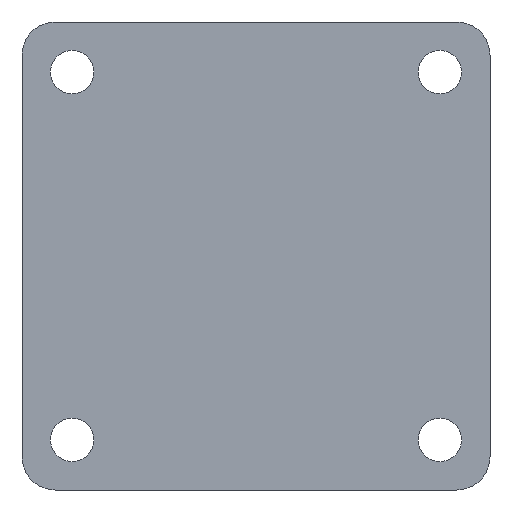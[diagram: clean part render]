
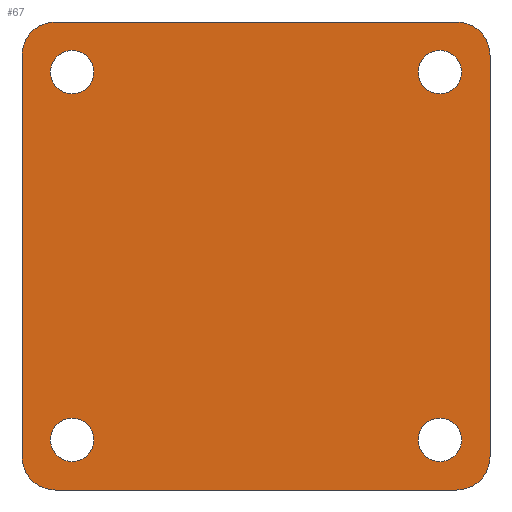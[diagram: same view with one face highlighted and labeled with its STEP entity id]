
A CAD part, front view. The second image highlights one B-rep face of the part: STEP entity #67.
In plain terms, the highlighted planar face has unit normal (0, -1, 0).
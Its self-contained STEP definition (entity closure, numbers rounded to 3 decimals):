
#11 = ORIENTED_EDGE ( 'NONE', *, *, #1635, .F. ) ;
#20 = EDGE_CURVE ( 'NONE', #278, #1074, #176, .T. ) ;
#23 = ORIENTED_EDGE ( 'NONE', *, *, #1475, .T. ) ;
#30 = CARTESIAN_POINT ( 'NONE',  ( 55., 0., -48.5 ) ) ;
#39 = CARTESIAN_POINT ( 'NONE',  ( -70., 0., -70. ) ) ;
#62 = CARTESIAN_POINT ( 'NONE',  ( 55., 0., -61.5 ) ) ;
#66 = DIRECTION ( 'NONE',  ( 0., 0., 1. ) ) ;
#67 = ADVANCED_FACE ( 'NONE', ( #201, #1538, #589, #1401, #1647 ), #743, .T. ) ;
#81 = LINE ( 'NONE', #227, #1686 ) ;
#86 = ORIENTED_EDGE ( 'NONE', *, *, #1082, .T. ) ;
#113 = CARTESIAN_POINT ( 'NONE',  ( -55., 0., -48.5 ) ) ;
#154 = CARTESIAN_POINT ( 'NONE',  ( -60., 0., -70. ) ) ;
#156 = VERTEX_POINT ( 'NONE', #154 ) ;
#169 = DIRECTION ( 'NONE',  ( 0., 0., -1. ) ) ;
#176 = CIRCLE ( 'NONE', #408, 6.5 ) ;
#183 = ORIENTED_EDGE ( 'NONE', *, *, #1406, .F. ) ;
#188 = CARTESIAN_POINT ( 'NONE',  ( -70., 0., -60. ) ) ;
#201 = FACE_BOUND ( 'NONE', #690, .T. ) ;
#227 = CARTESIAN_POINT ( 'NONE',  ( -70., 0., 70. ) ) ;
#232 = ORIENTED_EDGE ( 'NONE', *, *, #1484, .F. ) ;
#233 = DIRECTION ( 'NONE',  ( 0., 0., 1. ) ) ;
#249 = VECTOR ( 'NONE', #856, 1000. ) ;
#278 = VERTEX_POINT ( 'NONE', #30 ) ;
#281 = CARTESIAN_POINT ( 'NONE',  ( 55., 0., 61.5 ) ) ;
#288 = VERTEX_POINT ( 'NONE', #1512 ) ;
#293 = CARTESIAN_POINT ( 'NONE',  ( 60., 0., -60. ) ) ;
#297 = ORIENTED_EDGE ( 'NONE', *, *, #20, .T. ) ;
#307 = EDGE_CURVE ( 'NONE', #1107, #156, #447, .T. ) ;
#335 = EDGE_CURVE ( 'NONE', #1074, #278, #700, .T. ) ;
#338 = ORIENTED_EDGE ( 'NONE', *, *, #838, .T. ) ;
#339 = CARTESIAN_POINT ( 'NONE',  ( -55., 0., 55. ) ) ;
#345 = CARTESIAN_POINT ( 'NONE',  ( 70., 0., 60. ) ) ;
#358 = DIRECTION ( 'NONE',  ( 0., -1., 0. ) ) ;
#379 = DIRECTION ( 'NONE',  ( 0., 0., -1. ) ) ;
#393 = VERTEX_POINT ( 'NONE', #188 ) ;
#403 = DIRECTION ( 'NONE',  ( 0., 0., 1. ) ) ;
#404 = VERTEX_POINT ( 'NONE', #749 ) ;
#408 = AXIS2_PLACEMENT_3D ( 'NONE', #733, #1675, #1689 ) ;
#425 = CIRCLE ( 'NONE', #766, 6.5 ) ;
#427 = ORIENTED_EDGE ( 'NONE', *, *, #1104, .T. ) ;
#429 = AXIS2_PLACEMENT_3D ( 'NONE', #632, #1028, #1172 ) ;
#447 = LINE ( 'NONE', #39, #249 ) ;
#450 = AXIS2_PLACEMENT_3D ( 'NONE', #1178, #1054, #1591 ) ;
#454 = AXIS2_PLACEMENT_3D ( 'NONE', #529, #1062, #939 ) ;
#455 = DIRECTION ( 'NONE',  ( 0., -1., 0. ) ) ;
#477 = VERTEX_POINT ( 'NONE', #1348 ) ;
#491 = ORIENTED_EDGE ( 'NONE', *, *, #1162, .T. ) ;
#492 = AXIS2_PLACEMENT_3D ( 'NONE', #1549, #716, #1422 ) ;
#508 = DIRECTION ( 'NONE',  ( 0., 1., 0. ) ) ;
#521 = DIRECTION ( 'NONE',  ( 1., 0., 0. ) ) ;
#523 = VERTEX_POINT ( 'NONE', #1604 ) ;
#524 = CARTESIAN_POINT ( 'NONE',  ( -55., 0., -55. ) ) ;
#529 = CARTESIAN_POINT ( 'NONE',  ( -60., 0., 60. ) ) ;
#532 = EDGE_LOOP ( 'NONE', ( #297, #1185 ) ) ;
#539 = VERTEX_POINT ( 'NONE', #281 ) ;
#573 = DIRECTION ( 'NONE',  ( 0., 1., 0. ) ) ;
#589 = FACE_BOUND ( 'NONE', #1650, .T. ) ;
#599 = EDGE_CURVE ( 'NONE', #1107, #1043, #1352, .T. ) ;
#612 = AXIS2_PLACEMENT_3D ( 'NONE', #1548, #573, #66 ) ;
#623 = VECTOR ( 'NONE', #521, 1000. ) ;
#624 = EDGE_CURVE ( 'NONE', #1143, #1541, #821, .T. ) ;
#632 = CARTESIAN_POINT ( 'NONE',  ( 60., 0., 60. ) ) ;
#643 = DIRECTION ( 'NONE',  ( 0., 1., 0. ) ) ;
#649 = CIRCLE ( 'NONE', #928, 10. ) ;
#650 = CARTESIAN_POINT ( 'NONE',  ( -70., 0., 60. ) ) ;
#690 = EDGE_LOOP ( 'NONE', ( #86, #1249 ) ) ;
#693 = ORIENTED_EDGE ( 'NONE', *, *, #1558, .T. ) ;
#700 = CIRCLE ( 'NONE', #612, 6.5 ) ;
#716 = DIRECTION ( 'NONE',  ( 0., -1., 0. ) ) ;
#733 = CARTESIAN_POINT ( 'NONE',  ( 55., 0., -55. ) ) ;
#743 = PLANE ( 'NONE',  #492 ) ;
#749 = CARTESIAN_POINT ( 'NONE',  ( 60., 0., 70. ) ) ;
#766 = AXIS2_PLACEMENT_3D ( 'NONE', #339, #1289, #1145 ) ;
#774 = CARTESIAN_POINT ( 'NONE',  ( -55., 0., 55. ) ) ;
#797 = CIRCLE ( 'NONE', #1046, 6.5 ) ;
#821 = CIRCLE ( 'NONE', #1041, 6.5 ) ;
#825 = CIRCLE ( 'NONE', #454, 10. ) ;
#831 = CARTESIAN_POINT ( 'NONE',  ( -55., 0., -55. ) ) ;
#838 = EDGE_CURVE ( 'NONE', #539, #477, #1599, .T. ) ;
#846 = AXIS2_PLACEMENT_3D ( 'NONE', #524, #1734, #1564 ) ;
#856 = DIRECTION ( 'NONE',  ( -1., 0., 0. ) ) ;
#928 = AXIS2_PLACEMENT_3D ( 'NONE', #1557, #358, #379 ) ;
#939 = DIRECTION ( 'NONE',  ( 0., 0., -1. ) ) ;
#952 = ORIENTED_EDGE ( 'NONE', *, *, #599, .T. ) ;
#1028 = DIRECTION ( 'NONE',  ( 0., -1., 0. ) ) ;
#1041 = AXIS2_PLACEMENT_3D ( 'NONE', #831, #1361, #1377 ) ;
#1043 = VERTEX_POINT ( 'NONE', #1136 ) ;
#1046 = AXIS2_PLACEMENT_3D ( 'NONE', #1597, #643, #233 ) ;
#1048 = CARTESIAN_POINT ( 'NONE',  ( -55., 0., -61.5 ) ) ;
#1054 = DIRECTION ( 'NONE',  ( 0., 1., 0. ) ) ;
#1055 = CARTESIAN_POINT ( 'NONE',  ( -70., 0., 70. ) ) ;
#1062 = DIRECTION ( 'NONE',  ( 0., -1., 0. ) ) ;
#1074 = VERTEX_POINT ( 'NONE', #62 ) ;
#1081 = ORIENTED_EDGE ( 'NONE', *, *, #624, .T. ) ;
#1082 = EDGE_CURVE ( 'NONE', #1174, #288, #425, .T. ) ;
#1099 = VECTOR ( 'NONE', #1284, 1000. ) ;
#1104 = EDGE_CURVE ( 'NONE', #393, #156, #649, .T. ) ;
#1107 = VERTEX_POINT ( 'NONE', #1722 ) ;
#1111 = EDGE_CURVE ( 'NONE', #288, #1174, #1652, .T. ) ;
#1121 = AXIS2_PLACEMENT_3D ( 'NONE', #293, #455, #169 ) ;
#1136 = CARTESIAN_POINT ( 'NONE',  ( 70., 0., -60. ) ) ;
#1143 = VERTEX_POINT ( 'NONE', #113 ) ;
#1145 = DIRECTION ( 'NONE',  ( 0., 0., 1. ) ) ;
#1162 = EDGE_CURVE ( 'NONE', #1541, #1143, #1378, .T. ) ;
#1172 = DIRECTION ( 'NONE',  ( 0., 0., -1. ) ) ;
#1174 = VERTEX_POINT ( 'NONE', #1728 ) ;
#1178 = CARTESIAN_POINT ( 'NONE',  ( 55., 0., 55. ) ) ;
#1185 = ORIENTED_EDGE ( 'NONE', *, *, #335, .T. ) ;
#1201 = EDGE_CURVE ( 'NONE', #477, #539, #797, .T. ) ;
#1204 = EDGE_LOOP ( 'NONE', ( #183, #23, #11, #693, #232, #427, #1669, #952 ) ) ;
#1249 = ORIENTED_EDGE ( 'NONE', *, *, #1111, .T. ) ;
#1284 = DIRECTION ( 'NONE',  ( 0., 0., -1. ) ) ;
#1289 = DIRECTION ( 'NONE',  ( 0., 1., 0. ) ) ;
#1304 = LINE ( 'NONE', #1426, #1099 ) ;
#1348 = CARTESIAN_POINT ( 'NONE',  ( 55., 0., 48.5 ) ) ;
#1352 = CIRCLE ( 'NONE', #1121, 10. ) ;
#1361 = DIRECTION ( 'NONE',  ( 0., 1., 0. ) ) ;
#1377 = DIRECTION ( 'NONE',  ( 0., 0., 1. ) ) ;
#1378 = CIRCLE ( 'NONE', #846, 6.5 ) ;
#1380 = CIRCLE ( 'NONE', #429, 10. ) ;
#1401 = FACE_BOUND ( 'NONE', #1743, .T. ) ;
#1406 = EDGE_CURVE ( 'NONE', #1507, #1043, #1304, .T. ) ;
#1422 = DIRECTION ( 'NONE',  ( 0., 0., -1. ) ) ;
#1426 = CARTESIAN_POINT ( 'NONE',  ( 70., 0., 70. ) ) ;
#1475 = EDGE_CURVE ( 'NONE', #1507, #404, #1380, .T. ) ;
#1481 = LINE ( 'NONE', #1055, #623 ) ;
#1484 = EDGE_CURVE ( 'NONE', #393, #1608, #81, .T. ) ;
#1507 = VERTEX_POINT ( 'NONE', #345 ) ;
#1512 = CARTESIAN_POINT ( 'NONE',  ( -55., 0., 48.5 ) ) ;
#1538 = FACE_BOUND ( 'NONE', #532, .T. ) ;
#1541 = VERTEX_POINT ( 'NONE', #1048 ) ;
#1548 = CARTESIAN_POINT ( 'NONE',  ( 55., 0., -55. ) ) ;
#1549 = CARTESIAN_POINT ( 'NONE',  ( 0., 0., 0. ) ) ;
#1557 = CARTESIAN_POINT ( 'NONE',  ( -60., 0., -60. ) ) ;
#1558 = EDGE_CURVE ( 'NONE', #523, #1608, #825, .T. ) ;
#1561 = DIRECTION ( 'NONE',  ( 0., 0., 1. ) ) ;
#1564 = DIRECTION ( 'NONE',  ( 0., 0., 1. ) ) ;
#1565 = ORIENTED_EDGE ( 'NONE', *, *, #1201, .T. ) ;
#1591 = DIRECTION ( 'NONE',  ( 0., 0., 1. ) ) ;
#1597 = CARTESIAN_POINT ( 'NONE',  ( 55., 0., 55. ) ) ;
#1599 = CIRCLE ( 'NONE', #450, 6.5 ) ;
#1604 = CARTESIAN_POINT ( 'NONE',  ( -60., 0., 70. ) ) ;
#1608 = VERTEX_POINT ( 'NONE', #650 ) ;
#1635 = EDGE_CURVE ( 'NONE', #523, #404, #1481, .T. ) ;
#1647 = FACE_OUTER_BOUND ( 'NONE', #1204, .T. ) ;
#1650 = EDGE_LOOP ( 'NONE', ( #338, #1565 ) ) ;
#1652 = CIRCLE ( 'NONE', #1745, 6.5 ) ;
#1669 = ORIENTED_EDGE ( 'NONE', *, *, #307, .F. ) ;
#1675 = DIRECTION ( 'NONE',  ( 0., 1., 0. ) ) ;
#1686 = VECTOR ( 'NONE', #1561, 1000. ) ;
#1689 = DIRECTION ( 'NONE',  ( 0., 0., 1. ) ) ;
#1722 = CARTESIAN_POINT ( 'NONE',  ( 60., 0., -70. ) ) ;
#1728 = CARTESIAN_POINT ( 'NONE',  ( -55., 0., 61.5 ) ) ;
#1734 = DIRECTION ( 'NONE',  ( 0., 1., 0. ) ) ;
#1743 = EDGE_LOOP ( 'NONE', ( #1081, #491 ) ) ;
#1745 = AXIS2_PLACEMENT_3D ( 'NONE', #774, #508, #403 ) ;
